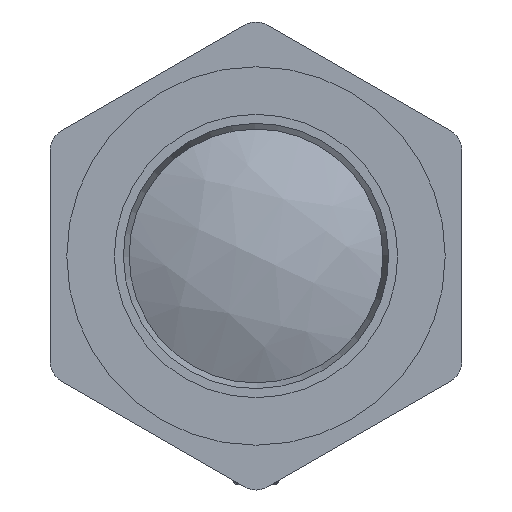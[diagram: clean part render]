
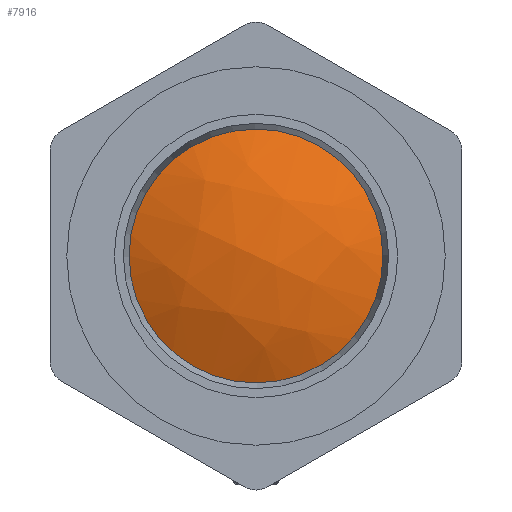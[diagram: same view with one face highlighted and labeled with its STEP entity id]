
A CAD part, left-side view. The second image highlights one B-rep face of the part: STEP entity #7916.
In plain terms, the highlighted free-form (B-spline) face has degree [3, 3] with [4, 4] control points.
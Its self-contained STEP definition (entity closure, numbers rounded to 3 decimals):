
#164 = CARTESIAN_POINT ( 'NONE',  ( -14.729, 6.833, -13.581 ) ) ;
#457 = DIRECTION ( 'NONE',  ( -1., 0., 0. ) ) ;
#460 = CARTESIAN_POINT ( 'NONE',  ( -21.973, 1.857, -5.435 ) ) ;
#848 = EDGE_LOOP ( 'NONE', ( #10022 ) ) ;
#1356 = CARTESIAN_POINT ( 'NONE',  ( -21.972, -3.092, 5.48 ) ) ;
#1426 = CARTESIAN_POINT ( 'NONE',  ( -14.727, -8.079, 13.621 ) ) ;
#1573 = CARTESIAN_POINT ( 'NONE',  ( -18.078, -0.509, 12.723 ) ) ;
#2392 = CARTESIAN_POINT ( 'NONE',  ( -18.072, -10.297, 7.399 ) ) ;
#2503 = CIRCLE ( 'NONE', #10417, 11.4 ) ;
#3601 = CARTESIAN_POINT ( 'NONE',  ( -14.752, -15.006, -5.805 ) ) ;
#3822 = CARTESIAN_POINT ( 'NONE',  ( -18.08, -12.784, 0.425 ) ) ;
#4800 = CARTESIAN_POINT ( 'NONE',  ( -18.099, -0.729, -12.685 ) ) ;
#5846 = CARTESIAN_POINT ( 'NONE',  ( -18.046, 11.537, -0.391 ) ) ;
#5993 = DIRECTION ( 'NONE',  ( 0., -0.336, -0.942 ) ) ;
#6064 = CARTESIAN_POINT ( 'NONE',  ( -17.278, -0.656, 0. ) ) ;
#6375 = VERTEX_POINT ( 'NONE', #14330 ) ;
#7916 = ADVANCED_FACE ( 'NONE', ( #8099 ), #10844, .T. ) ;
#8099 = FACE_OUTER_BOUND ( 'NONE', #848, .T. ) ;
#10022 = ORIENTED_EDGE ( 'NONE', *, *, #11750, .T. ) ;
#10417 = AXIS2_PLACEMENT_3D ( 'NONE', #6064, #457, #5993 ) ;
#10499 = CARTESIAN_POINT ( 'NONE',  ( -18.055, 9.052, -7.358 ) ) ;
#10563 = CARTESIAN_POINT ( 'NONE',  ( -18.107, -8.573, -9.892 ) ) ;
#10719 = CARTESIAN_POINT ( 'NONE',  ( -18.07, 7.333, 9.923 ) ) ;
#10844 =( BOUNDED_SURFACE ( )  B_SPLINE_SURFACE ( 3, 3, ( 
 ( #164, #10499, #5846, #12674 ),
 ( #4800, #460, #12823, #10719 ),
 ( #10563, #11839, #1356, #1573 ),
 ( #3601, #3822, #2392, #1426 ) ),
 .UNSPECIFIED., .F., .F., .T. ) 
 B_SPLINE_SURFACE_WITH_KNOTS ( ( 4, 4 ),
 ( 4, 4 ),
 ( 0., 1. ),
 ( 0., 1. ),
 .UNSPECIFIED. ) 
 GEOMETRIC_REPRESENTATION_ITEM ( )  RATIONAL_B_SPLINE_SURFACE ( (
 ( 1., 0.928, 0.928, 1.),
 ( 0.928, 0.862, 0.862, 0.928),
 ( 0.928, 0.862, 0.862, 0.928),
 ( 1., 0.928, 0.928, 1.) ) ) 
 REPRESENTATION_ITEM ( '' )  SURFACE ( )  );
#11750 = EDGE_CURVE ( 'NONE', #6375, #6375, #2503, .T. ) ;
#11839 = CARTESIAN_POINT ( 'NONE',  ( -21.983, -5.987, -2.639 ) ) ;
#12674 = CARTESIAN_POINT ( 'NONE',  ( -14.705, 13.753, 5.824 ) ) ;
#12823 = CARTESIAN_POINT ( 'NONE',  ( -21.963, 4.751, 2.681 ) ) ;
#14330 = CARTESIAN_POINT ( 'NONE',  ( -17.278, -4.485, -10.738 ) ) ;
